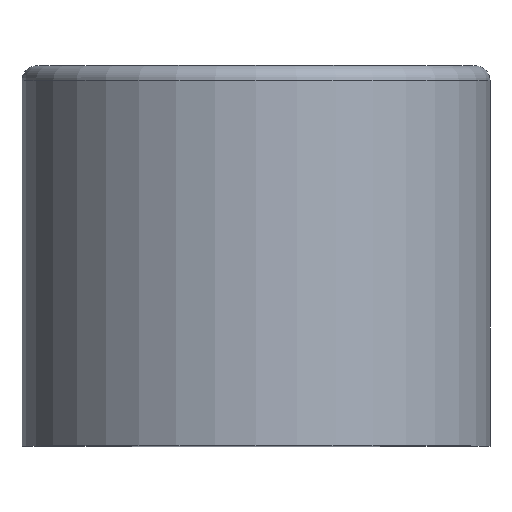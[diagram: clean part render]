
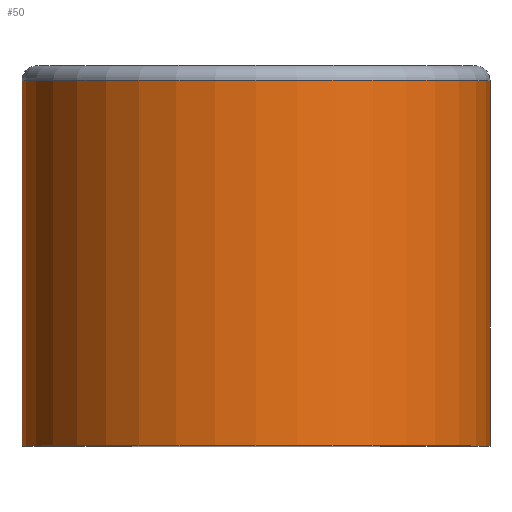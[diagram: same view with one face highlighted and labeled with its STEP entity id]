
A CAD part, top view. The second image highlights one B-rep face of the part: STEP entity #50.
In plain terms, the highlighted cylindrical face has radius 4 mm (diameter 8.001 mm), a full revolution.
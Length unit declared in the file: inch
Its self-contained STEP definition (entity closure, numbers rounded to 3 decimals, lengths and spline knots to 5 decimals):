
#18=FACE_BOUND('',#28,.T.);
#20=CYLINDRICAL_SURFACE('',#58,0.1575);
#23=FACE_OUTER_BOUND('',#27,.T.);
#27=EDGE_LOOP('',(#42));
#28=EDGE_LOOP('',(#43));
#32=CIRCLE('',#57,0.1575);
#33=CIRCLE('',#59,0.1575);
#35=VERTEX_POINT('',#82);
#36=VERTEX_POINT('',#85);
#38=EDGE_CURVE('',#35,#35,#32,.T.);
#39=EDGE_CURVE('',#36,#36,#33,.T.);
#42=ORIENTED_EDGE('',*,*,#38,.F.);
#43=ORIENTED_EDGE('',*,*,#39,.T.);
#50=ADVANCED_FACE('',(#23,#18),#20,.T.);
#57=AXIS2_PLACEMENT_3D('',#83,#69,#70);
#58=AXIS2_PLACEMENT_3D('',#84,#71,#72);
#59=AXIS2_PLACEMENT_3D('',#86,#73,#74);
#69=DIRECTION('center_axis',(0.,-1.,0.));
#70=DIRECTION('ref_axis',(0.,0.,-1.));
#71=DIRECTION('center_axis',(0.,1.,0.));
#72=DIRECTION('ref_axis',(0.,0.,-1.));
#73=DIRECTION('center_axis',(0.,-1.,0.));
#74=DIRECTION('ref_axis',(0.,0.,-1.));
#82=CARTESIAN_POINT('',(0.,0.,-0.1575));
#83=CARTESIAN_POINT('Origin',(0.,0.,0.));
#84=CARTESIAN_POINT('Origin',(0.,0.,0.));
#85=CARTESIAN_POINT('',(0.,0.246,-0.1575));
#86=CARTESIAN_POINT('Origin',(0.,0.246,0.));
